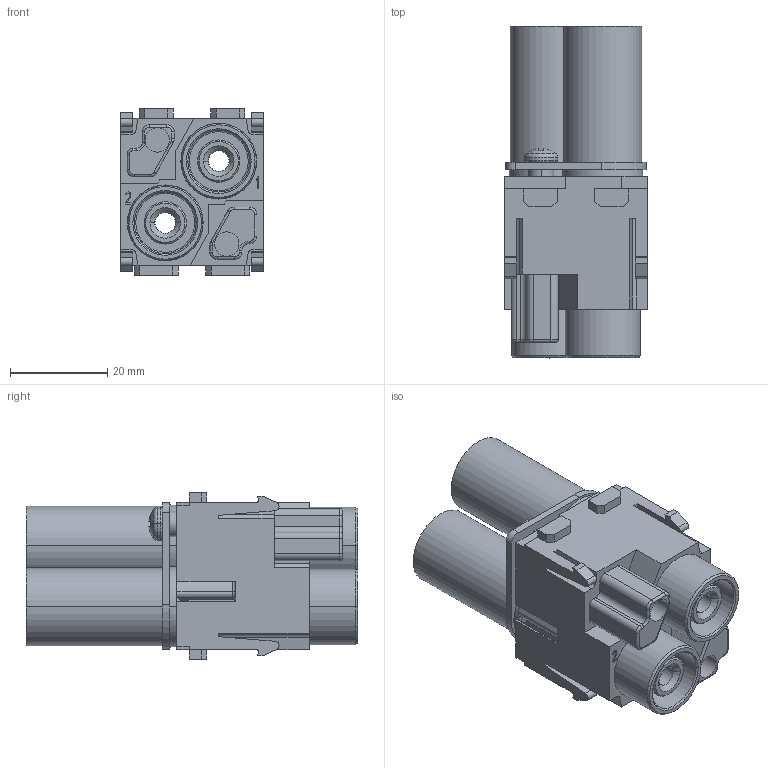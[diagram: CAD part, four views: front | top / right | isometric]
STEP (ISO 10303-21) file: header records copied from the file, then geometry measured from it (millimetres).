
FILE_DESCRIPTION((''),'2;1');
FILE_NAME('H2MVC-002-FC','2017-05-18T',('tl.yang'),(''),'PRO/ENGINEER BY PARAMETRIC TECHNOLOGY CORPORATION, 2011500','PRO/ENGINEER BY PARAMETRIC TECHNOLOGY CORPORATION, 2011500','');
FILE_SCHEMA(('CONFIG_CONTROL_DESIGN'));
Length unit declared in the file: millimetre
Products named in the file (1): H2MVC-002-FC
Bounding box: 29.3 x 68.2 x 34.2 mm (x, y, z)
Volume: 26919.6 mm3; surface area: 31186 mm2
Topology: 1 solids, 1 shells, 857 faces, 2517 edges, 1680 vertices
Faces by surface type: plane 389, cylinder 260, cone 88, torus 78, bspline 34, extrusion 4, sphere 4
Entity records: 34010 total; most frequent: CARTESIAN_POINT 11079, ORIENTED_EDGE 5026, DIRECTION 4678, EDGE_CURVE 2513, AXIS2_PLACEMENT_3D 1731, VERTEX_POINT 1680, VECTOR 1216, LINE 1212
